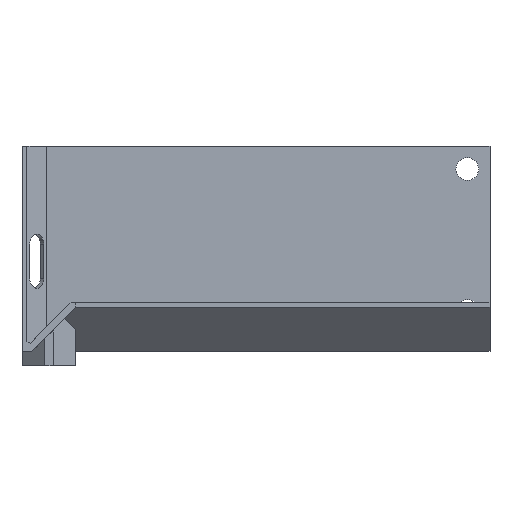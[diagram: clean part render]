
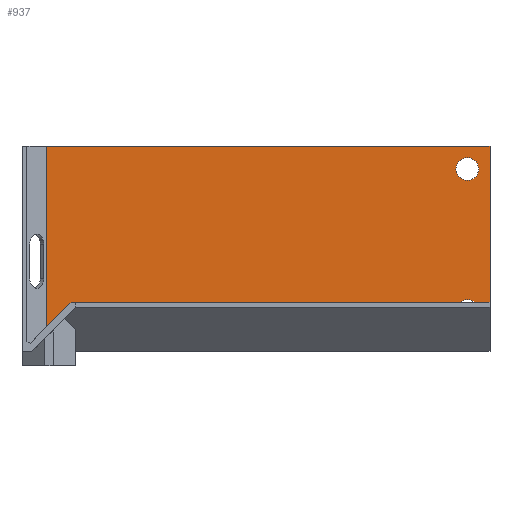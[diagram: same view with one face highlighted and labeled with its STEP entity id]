
A CAD part, left-side view. The second image highlights one B-rep face of the part: STEP entity #937.
In plain terms, the highlighted planar face has unit normal (-1, 0, 0).
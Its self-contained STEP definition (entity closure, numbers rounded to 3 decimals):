
#24=FACE_BOUND('',#130,.T.);
#25=FACE_BOUND('',#131,.T.);
#39=CIRCLE('',#976,4.);
#41=CIRCLE('',#979,4.);
#79=FACE_OUTER_BOUND('',#129,.T.);
#129=EDGE_LOOP('',(#771,#772,#773,#774,#775,#776));
#130=EDGE_LOOP('',(#777));
#131=EDGE_LOOP('',(#778));
#191=LINE('',#1364,#310);
#216=LINE('',#1415,#335);
#218=LINE('',#1418,#337);
#239=LINE('',#1460,#358);
#242=LINE('',#1466,#361);
#243=LINE('',#1467,#362);
#310=VECTOR('',#1114,10.);
#335=VECTOR('',#1151,10.);
#337=VECTOR('',#1155,10.);
#358=VECTOR('',#1192,10.);
#361=VECTOR('',#1197,10.);
#362=VECTOR('',#1198,10.);
#412=VERTEX_POINT('',#1328);
#414=VERTEX_POINT('',#1334);
#426=VERTEX_POINT('',#1362);
#427=VERTEX_POINT('',#1363);
#446=VERTEX_POINT('',#1412);
#447=VERTEX_POINT('',#1414);
#460=VERTEX_POINT('',#1459);
#462=VERTEX_POINT('',#1465);
#512=EDGE_CURVE('',#412,#412,#39,.T.);
#515=EDGE_CURVE('',#414,#414,#41,.T.);
#528=EDGE_CURVE('',#426,#427,#191,.T.);
#553=EDGE_CURVE('',#446,#447,#216,.T.);
#555=EDGE_CURVE('',#447,#426,#218,.T.);
#576=EDGE_CURVE('',#427,#460,#239,.T.);
#579=EDGE_CURVE('',#446,#462,#242,.T.);
#580=EDGE_CURVE('',#460,#462,#243,.T.);
#771=ORIENTED_EDGE('',*,*,#553,.F.);
#772=ORIENTED_EDGE('',*,*,#579,.T.);
#773=ORIENTED_EDGE('',*,*,#580,.F.);
#774=ORIENTED_EDGE('',*,*,#576,.F.);
#775=ORIENTED_EDGE('',*,*,#528,.F.);
#776=ORIENTED_EDGE('',*,*,#555,.F.);
#777=ORIENTED_EDGE('',*,*,#512,.T.);
#778=ORIENTED_EDGE('',*,*,#515,.T.);
#892=PLANE('',#997);
#937=ADVANCED_FACE('',(#79,#24,#25),#892,.F.);
#976=AXIS2_PLACEMENT_3D('',#1330,#1089,#1090);
#979=AXIS2_PLACEMENT_3D('',#1336,#1096,#1097);
#997=AXIS2_PLACEMENT_3D('',#1464,#1195,#1196);
#1089=DIRECTION('center_axis',(1.,0.,0.));
#1090=DIRECTION('ref_axis',(0.,1.,0.));
#1096=DIRECTION('center_axis',(1.,0.,0.));
#1097=DIRECTION('ref_axis',(0.,1.,0.));
#1114=DIRECTION('',(0.,1.,0.));
#1151=DIRECTION('',(0.,1.,0.));
#1155=DIRECTION('',(0.,0.,-1.));
#1192=DIRECTION('',(0.,0.,1.));
#1195=DIRECTION('center_axis',(1.,0.,0.));
#1196=DIRECTION('ref_axis',(0.,-1.,0.));
#1197=DIRECTION('',(0.,0.,1.));
#1198=DIRECTION('',(0.,-1.,0.));
#1328=CARTESIAN_POINT('',(163.28,4.,82.));
#1330=CARTESIAN_POINT('Origin',(163.28,8.,82.));
#1334=CARTESIAN_POINT('',(163.28,4.,32.));
#1336=CARTESIAN_POINT('Origin',(163.28,8.,32.));
#1362=CARTESIAN_POINT('',(163.28,154.72,12.72));
#1363=CARTESIAN_POINT('',(163.28,156.28,12.72));
#1364=CARTESIAN_POINT('',(163.28,151.61,12.72));
#1412=CARTESIAN_POINT('',(163.28,0.,21.16));
#1414=CARTESIAN_POINT('',(163.28,154.72,21.16));
#1415=CARTESIAN_POINT('',(163.28,103.125,21.16));
#1418=CARTESIAN_POINT('',(163.28,154.72,23.86));
#1459=CARTESIAN_POINT('',(163.28,156.28,90.));
#1460=CARTESIAN_POINT('',(163.28,156.28,35.));
#1464=CARTESIAN_POINT('Origin',(163.28,165.,35.));
#1465=CARTESIAN_POINT('',(163.28,0.,90.));
#1466=CARTESIAN_POINT('',(163.28,0.,35.));
#1467=CARTESIAN_POINT('',(163.28,123.75,90.));
